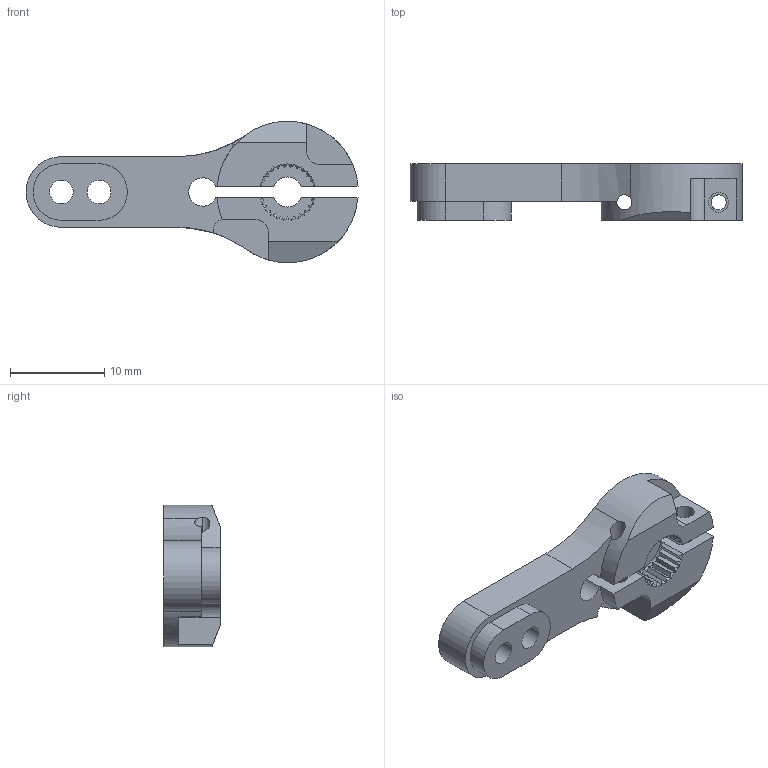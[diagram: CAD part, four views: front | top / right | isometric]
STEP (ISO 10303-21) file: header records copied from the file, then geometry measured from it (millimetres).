
FILE_DESCRIPTION((''),'2;1');
FILE_NAME('DUOBI-25T','2021-11-12T',('Administrator'),(''),'CREO PARAMETRIC BY PTC INC, 2014350','CREO PARAMETRIC BY PTC INC, 2014350','');
FILE_SCHEMA(('CONFIG_CONTROL_DESIGN'));
Length unit declared in the file: millimetre
Products named in the file (1): DUOBI-25T
Bounding box: 35.23 x 6 x 15 mm (x, y, z)
Volume: 1294.7 mm3; surface area: 1487.8 mm2
Topology: 1 solids, 1 shells, 167 faces, 454 edges, 289 vertices
Faces by surface type: plane 93, cylinder 51, cone 23
Entity records: 5505 total; most frequent: CARTESIAN_POINT 1213, ORIENTED_EDGE 908, DIRECTION 882, EDGE_CURVE 454, AXIS2_PLACEMENT_3D 315, VERTEX_POINT 289, VECTOR 252, LINE 252
